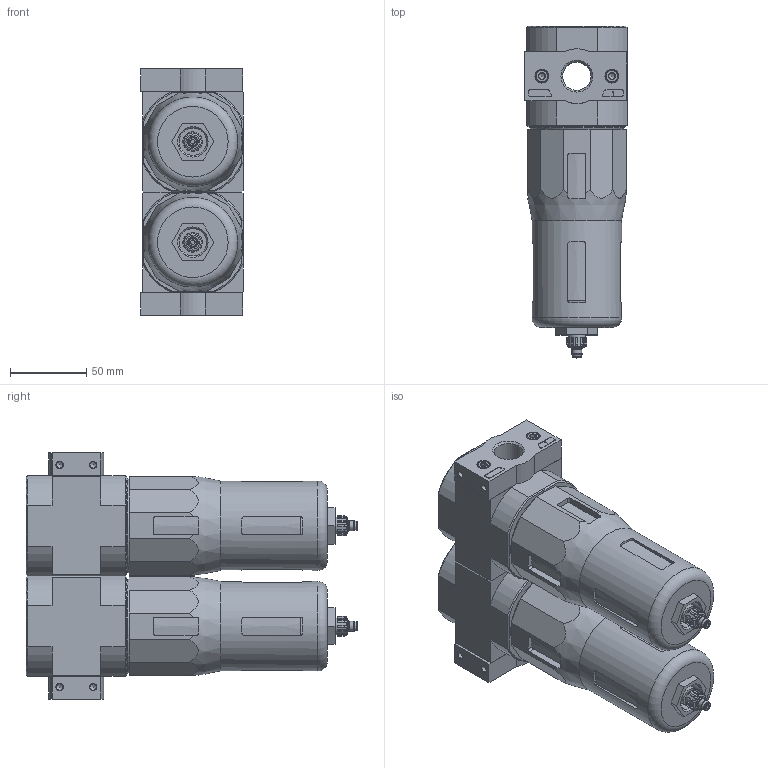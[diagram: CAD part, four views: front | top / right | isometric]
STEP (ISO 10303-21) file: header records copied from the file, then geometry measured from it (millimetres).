
FILE_DESCRIPTION(/* description */ ('STEP AP214'),/* implementation_level */ '2;1');
FILE_NAME(/* name */ '186477_LFMBA-1_2-D-MAXI',/* time_stamp */ '2024-09-03T16:20:07+02:00',/* author */ ('License CC BY-ND 4.0'),/* organization */ ('CADENAS'),/* preprocessor_version */ 'ST-DEVELOPER v19.3',/* originating_system */ 'PARTsolutions',/* authorisation */ ' ');
FILE_SCHEMA (('AUTOMOTIVE_DESIGN {1 0 10303 214 3 1 1}'));
Length unit declared in the file: millimetre
Products named in the file (9): 186477 LFMBA-1/2-D-MAXI; 680243 PBL-1/2-D-MAXI-L---(1) p1; DIN-912 - M5x20(F); 680244 PBL-1/2-D-MAXI-R---(0) p1; 126045 LFMB-D-MAXI; 648415 LF; 373059 LF-D-MAXI; 126044 LFMA-D-MAXI; 234370 FRB-D-MAXI
Assembly tree (14 placements, depth 2):
  186477 LFMBA-1/2-D-MAXI
    680243 PBL-1/2-D-MAXI-L---(1) p1
    DIN-912 - M5x20(F)  x4
    680244 PBL-1/2-D-MAXI-R---(0) p1
    126045 LFMB-D-MAXI
    648415 LF  x2
    373059 LF-D-MAXI  x2
    126044 LFMA-D-MAXI
    234370 FRB-D-MAXI  x2
Bounding box: 67.1 x 218 x 162 mm (x, y, z)
Volume: 1308975.7 mm3; surface area: 148510.4 mm2
Topology: 14 solids, 14 shells, 764 faces, 1848 edges, 1168 vertices
Faces by surface type: plane 385, cylinder 195, cone 146, torus 38
Full cylindrical faces by diameter (mm): 3 x2, 3.7 x2, 4.134 x10, 5 x6, 5.6 x2, 6.4 x2, 6.8 x2, 7 x6, 7.1 x2, 7.3 x2, 8.5 x4, 9 x2, 11.2 x2, 12.6 x2, 18 x2, 18.631 x2, 22 x2, 30 x4, 58.8 x2, 62 x4
Entity records: 19727 total; most frequent: CARTESIAN_POINT 3859, DIRECTION 2648, ORIENTED_EDGE 2606, EDGE_CURVE 1303, AXIS2_PLACEMENT_3D 1016, VERTEX_POINT 917, FACE_BOUND 792, EDGE_LOOP 784
